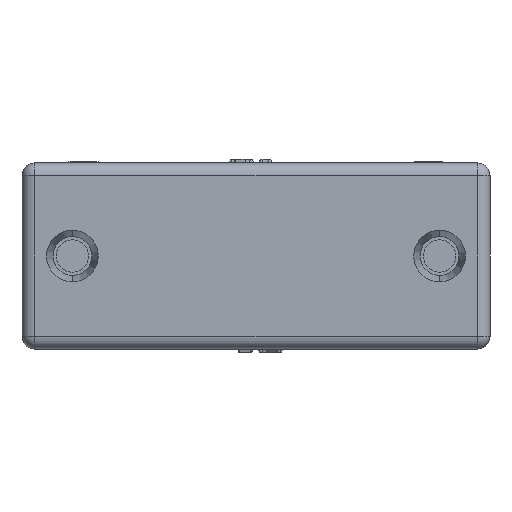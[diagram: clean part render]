
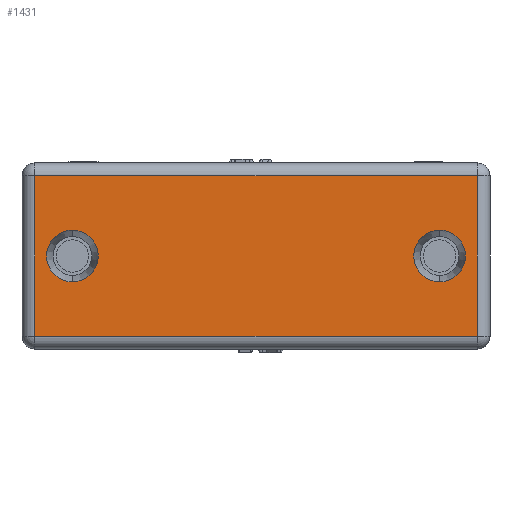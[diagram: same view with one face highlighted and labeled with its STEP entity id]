
A CAD part, front view. The second image highlights one B-rep face of the part: STEP entity #1431.
In plain terms, the highlighted planar face has unit normal (0, -1, 0).
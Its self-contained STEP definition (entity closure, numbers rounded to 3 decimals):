
#1431 = ADVANCED_FACE ( 'NONE', ( #4288, #4294, #4296 ), #10015, .F. ) ;
#4288 = FACE_BOUND ( 'NONE', #19180, .T. ) ;
#4294 = FACE_BOUND ( 'NONE', #19197, .T. ) ;
#4296 = FACE_OUTER_BOUND ( 'NONE', #19194, .T. ) ;
#5367 = VERTEX_POINT ( 'NONE', #13534 ) ;
#5382 = VERTEX_POINT ( 'NONE', #13549 ) ;
#5427 = VERTEX_POINT ( 'NONE', #13594 ) ;
#5440 = VERTEX_POINT ( 'NONE', #13607 ) ;
#5495 = VERTEX_POINT ( 'NONE', #13662 ) ;
#5498 = VERTEX_POINT ( 'NONE', #13665 ) ;
#5553 = VERTEX_POINT ( 'NONE', #13720 ) ;
#5554 = VERTEX_POINT ( 'NONE', #13721 ) ;
#10014 = CARTESIAN_POINT ( 'NONE',  ( -81.013, -155.333, 36. ) ) ;
#10015 = PLANE ( 'NONE',  #19926 ) ;
#10016 = DIRECTION ( 'NONE',  ( 0., 1., 0. ) ) ;
#10017 = DIRECTION ( 'NONE',  ( 0., 0., 1. ) ) ;
#13534 = CARTESIAN_POINT ( 'NONE',  ( -66.513, -155.333, 10. ) ) ;
#13549 = CARTESIAN_POINT ( 'NONE',  ( -66.513, -155.333, -10. ) ) ;
#13594 = CARTESIAN_POINT ( 'NONE',  ( 75.487, -155.333, -10. ) ) ;
#13607 = CARTESIAN_POINT ( 'NONE',  ( 75.487, -155.333, 10. ) ) ;
#13662 = CARTESIAN_POINT ( 'NONE',  ( 89.987, -155.333, 31. ) ) ;
#13665 = CARTESIAN_POINT ( 'NONE',  ( -81.013, -155.333, 31. ) ) ;
#13720 = CARTESIAN_POINT ( 'NONE',  ( -81.013, -155.333, -31. ) ) ;
#13721 = CARTESIAN_POINT ( 'NONE',  ( 89.987, -155.333, -31. ) ) ;
#15855 = CARTESIAN_POINT ( 'NONE',  ( -66.513, -155.333, 0. ) ) ;
#15861 = DIRECTION ( 'NONE',  ( 0., -1., 0. ) ) ;
#15862 = DIRECTION ( 'NONE',  ( 0., 0., -1. ) ) ;
#15863 = CARTESIAN_POINT ( 'NONE',  ( 75.487, -155.333, 0. ) ) ;
#15864 = DIRECTION ( 'NONE',  ( 0., -1., 0. ) ) ;
#15865 = DIRECTION ( 'NONE',  ( 0., 0., -1. ) ) ;
#15866 = CARTESIAN_POINT ( 'NONE',  ( -81.013, -155.333, -31. ) ) ;
#15872 = DIRECTION ( 'NONE',  ( 1., 0., 0. ) ) ;
#16437 = VECTOR ( 'NONE', #15872, 1000. ) ;
#16442 = CIRCLE ( 'NONE', #20165, 10. ) ;
#16444 = CIRCLE ( 'NONE', #20160, 10. ) ;
#16446 = LINE ( 'NONE', #15866, #16437 ) ;
#16780 = VECTOR ( 'NONE', #17988, 1000. ) ;
#16787 = LINE ( 'NONE', #17981, #16780 ) ;
#17226 = CIRCLE ( 'NONE', #18707, 10. ) ;
#17234 = LINE ( 'NONE', #18517, #17235 ) ;
#17235 = VECTOR ( 'NONE', #18518, 1000. ) ;
#17237 = LINE ( 'NONE', #18519, #17238 ) ;
#17238 = VECTOR ( 'NONE', #18520, 1000. ) ;
#17243 = CIRCLE ( 'NONE', #18708, 10. ) ;
#17981 = CARTESIAN_POINT ( 'NONE',  ( -81.013, -155.333, 31. ) ) ;
#17988 = DIRECTION ( 'NONE',  ( -1., 0., 0. ) ) ;
#18497 = CARTESIAN_POINT ( 'NONE',  ( -66.513, -155.333, 0. ) ) ;
#18506 = CARTESIAN_POINT ( 'NONE',  ( 75.487, -155.333, 0. ) ) ;
#18507 = DIRECTION ( 'NONE',  ( 0., -1., 0. ) ) ;
#18508 = DIRECTION ( 'NONE',  ( 0., 0., -1. ) ) ;
#18517 = CARTESIAN_POINT ( 'NONE',  ( -81.013, -155.333, 36. ) ) ;
#18518 = DIRECTION ( 'NONE',  ( 0., 0., -1. ) ) ;
#18519 = CARTESIAN_POINT ( 'NONE',  ( 89.987, -155.333, 36. ) ) ;
#18520 = DIRECTION ( 'NONE',  ( 0., 0., -1. ) ) ;
#18525 = DIRECTION ( 'NONE',  ( 0., -1., 0. ) ) ;
#18526 = DIRECTION ( 'NONE',  ( 0., 0., -1. ) ) ;
#18707 = AXIS2_PLACEMENT_3D ( 'NONE', #18497, #18507, #18508 ) ;
#18708 = AXIS2_PLACEMENT_3D ( 'NONE', #18506, #18525, #18526 ) ;
#19180 = EDGE_LOOP ( 'NONE', ( #21278, #21279 ) ) ;
#19194 = EDGE_LOOP ( 'NONE', ( #21282, #21283, #21284, #21285 ) ) ;
#19197 = EDGE_LOOP ( 'NONE', ( #21280, #21281 ) ) ;
#19926 = AXIS2_PLACEMENT_3D ( 'NONE', #10014, #10016, #10017 ) ;
#20160 = AXIS2_PLACEMENT_3D ( 'NONE', #15863, #15864, #15865 ) ;
#20165 = AXIS2_PLACEMENT_3D ( 'NONE', #15855, #15861, #15862 ) ;
#20329 = EDGE_CURVE ( 'NONE', #5367, #5382, #16442, .T. ) ;
#20330 = EDGE_CURVE ( 'NONE', #5440, #5427, #16444, .T. ) ;
#20333 = EDGE_CURVE ( 'NONE', #5553, #5554, #16446, .T. ) ;
#20558 = EDGE_CURVE ( 'NONE', #5495, #5498, #16787, .T. ) ;
#20771 = EDGE_CURVE ( 'NONE', #5382, #5367, #17226, .T. ) ;
#20776 = EDGE_CURVE ( 'NONE', #5498, #5553, #17234, .T. ) ;
#20777 = EDGE_CURVE ( 'NONE', #5495, #5554, #17237, .T. ) ;
#20779 = EDGE_CURVE ( 'NONE', #5427, #5440, #17243, .T. ) ;
#21278 = ORIENTED_EDGE ( 'NONE', *, *, #20779, .F. ) ;
#21279 = ORIENTED_EDGE ( 'NONE', *, *, #20330, .F. ) ;
#21280 = ORIENTED_EDGE ( 'NONE', *, *, #20771, .F. ) ;
#21281 = ORIENTED_EDGE ( 'NONE', *, *, #20329, .F. ) ;
#21282 = ORIENTED_EDGE ( 'NONE', *, *, #20776, .T. ) ;
#21283 = ORIENTED_EDGE ( 'NONE', *, *, #20333, .T. ) ;
#21284 = ORIENTED_EDGE ( 'NONE', *, *, #20777, .F. ) ;
#21285 = ORIENTED_EDGE ( 'NONE', *, *, #20558, .T. ) ;
